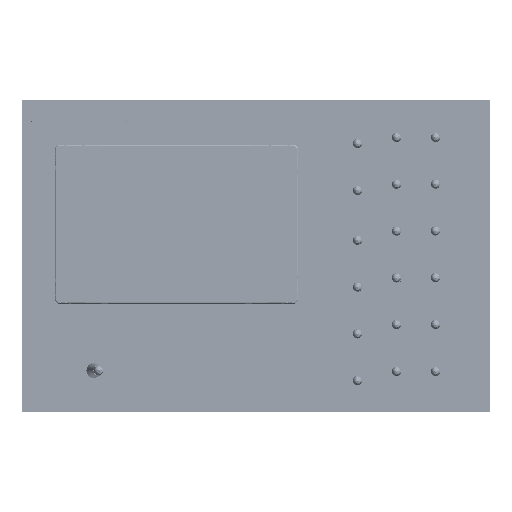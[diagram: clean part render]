
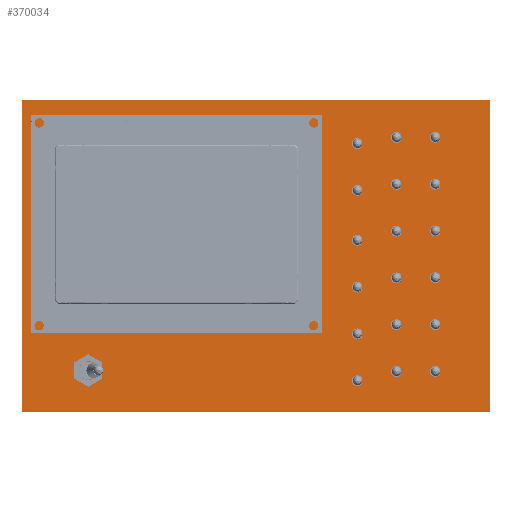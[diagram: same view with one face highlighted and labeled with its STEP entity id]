
A CAD part, top view. The second image highlights one B-rep face of the part: STEP entity #370034.
In plain terms, the highlighted free-form (B-spline) face has degree [1, 1] with [2, 2] control points.
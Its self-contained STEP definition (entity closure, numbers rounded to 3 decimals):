
#369878 = EDGE_CURVE('',#369879,#369881,#369883,.T.);
#369879 = VERTEX_POINT('',#369880);
#369880 = CARTESIAN_POINT('',(25.926,58.437,
    29.63));
#369881 = VERTEX_POINT('',#369882);
#369882 = CARTESIAN_POINT('',(25.926,61.482,
    29.63));
#369883 = B_SPLINE_CURVE_WITH_KNOTS('',1,(#369884,#369885),
  .UNSPECIFIED.,.F.,.F.,(2,2),(0.,3.7),
  .PIECEWISE_BEZIER_KNOTS.);
#369884 = CARTESIAN_POINT('',(25.926,58.437,
    29.63));
#369885 = CARTESIAN_POINT('',(25.926,61.482,
    29.63));
#369914 = EDGE_CURVE('',#369915,#369917,#369919,.T.);
#369915 = VERTEX_POINT('',#369916);
#369916 = CARTESIAN_POINT('',(0.,-16.461,29.63));
#369917 = VERTEX_POINT('',#369918);
#369918 = CARTESIAN_POINT('',(0.,65.844,29.63));
#369919 = B_SPLINE_CURVE_WITH_KNOTS('',1,(#369920,#369921),
  .UNSPECIFIED.,.F.,.F.,(2,2),(-75.,25.),.PIECEWISE_BEZIER_KNOTS.);
#369920 = CARTESIAN_POINT('',(0.,-16.461,29.63));
#369921 = CARTESIAN_POINT('',(0.,65.844,29.63));
#369951 = EDGE_CURVE('',#369952,#369879,#369954,.T.);
#369952 = VERTEX_POINT('',#369953);
#369953 = CARTESIAN_POINT('',(68.313,58.437,
    29.63));
#369954 = B_SPLINE_CURVE_WITH_KNOTS('',1,(#369955,#369956),
  .UNSPECIFIED.,.F.,.F.,(2,2),(-45.5,6.),.PIECEWISE_BEZIER_KNOTS.);
#369955 = CARTESIAN_POINT('',(68.313,58.437,
    29.63));
#369956 = CARTESIAN_POINT('',(25.926,58.437,
    29.63));
#370003 = VERTEX_POINT('',#370004);
#370004 = CARTESIAN_POINT('',(68.313,61.482,
    29.63));
#370009 = EDGE_CURVE('',#369881,#370003,#370010,.T.);
#370010 = B_SPLINE_CURVE_WITH_KNOTS('',1,(#370011,#370012),
  .UNSPECIFIED.,.F.,.F.,(2,2),(-6.,45.5),.PIECEWISE_BEZIER_KNOTS.);
#370011 = CARTESIAN_POINT('',(25.926,61.482,
    29.63));
#370012 = CARTESIAN_POINT('',(68.313,61.482,
    29.63));
#370025 = EDGE_CURVE('',#370003,#369952,#370026,.T.);
#370026 = B_SPLINE_CURVE_WITH_KNOTS('',1,(#370027,#370028),
  .UNSPECIFIED.,.F.,.F.,(2,2),(-23.275,-19.575),
  .PIECEWISE_BEZIER_KNOTS.);
#370027 = CARTESIAN_POINT('',(68.313,61.482,
    29.63));
#370028 = CARTESIAN_POINT('',(68.313,58.437,
    29.63));
#370034 = ADVANCED_FACE('',(#370035,#370057),#370063,.F.);
#370035 = FACE_BOUND('',#370036,.T.);
#370036 = EDGE_LOOP('',(#370037,#370038,#370045,#370052));
#370037 = ORIENTED_EDGE('',*,*,#369914,.F.);
#370038 = ORIENTED_EDGE('',*,*,#370039,.F.);
#370039 = EDGE_CURVE('',#370040,#369915,#370042,.T.);
#370040 = VERTEX_POINT('',#370041);
#370041 = CARTESIAN_POINT('',(123.458,-16.461,
    29.63));
#370042 = B_SPLINE_CURVE_WITH_KNOTS('',1,(#370043,#370044),
  .UNSPECIFIED.,.F.,.F.,(2,2),(-112.5,37.5),.PIECEWISE_BEZIER_KNOTS.);
#370043 = CARTESIAN_POINT('',(123.458,-16.461,
    29.63));
#370044 = CARTESIAN_POINT('',(0.,-16.461,29.63));
#370045 = ORIENTED_EDGE('',*,*,#370046,.F.);
#370046 = EDGE_CURVE('',#370047,#370040,#370049,.T.);
#370047 = VERTEX_POINT('',#370048);
#370048 = CARTESIAN_POINT('',(123.458,65.844,
    29.63));
#370049 = B_SPLINE_CURVE_WITH_KNOTS('',1,(#370050,#370051),
  .UNSPECIFIED.,.F.,.F.,(2,2),(-75.,25.),.PIECEWISE_BEZIER_KNOTS.);
#370050 = CARTESIAN_POINT('',(123.458,65.844,
    29.63));
#370051 = CARTESIAN_POINT('',(123.458,-16.461,
    29.63));
#370052 = ORIENTED_EDGE('',*,*,#370053,.F.);
#370053 = EDGE_CURVE('',#369917,#370047,#370054,.T.);
#370054 = B_SPLINE_CURVE_WITH_KNOTS('',1,(#370055,#370056),
  .UNSPECIFIED.,.F.,.F.,(2,2),(-112.5,37.5),.PIECEWISE_BEZIER_KNOTS.);
#370055 = CARTESIAN_POINT('',(0.,65.844,29.63));
#370056 = CARTESIAN_POINT('',(123.458,65.844,
    29.63));
#370057 = FACE_BOUND('',#370058,.T.);
#370058 = EDGE_LOOP('',(#370059,#370060,#370061,#370062));
#370059 = ORIENTED_EDGE('',*,*,#369878,.T.);
#370060 = ORIENTED_EDGE('',*,*,#370009,.T.);
#370061 = ORIENTED_EDGE('',*,*,#370025,.T.);
#370062 = ORIENTED_EDGE('',*,*,#369951,.T.);
#370063 = B_SPLINE_SURFACE_WITH_KNOTS('',1,1,(
    (#370064,#370065)
    ,(#370066,#370067
  )),.UNSPECIFIED.,.F.,.F.,.F.,(2,2),(2,2),(-75.,75.),(-50.,50.),
  .PIECEWISE_BEZIER_KNOTS.);
#370064 = CARTESIAN_POINT('',(123.458,-16.461,
    29.63));
#370065 = CARTESIAN_POINT('',(123.458,65.844,
    29.63));
#370066 = CARTESIAN_POINT('',(0.,-16.461,29.63));
#370067 = CARTESIAN_POINT('',(0.,65.844,29.63));
